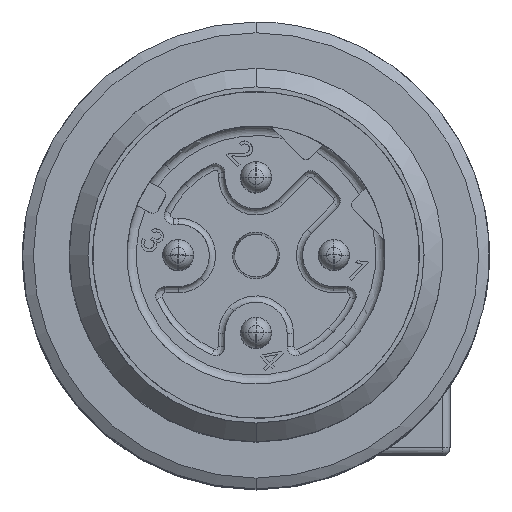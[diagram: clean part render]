
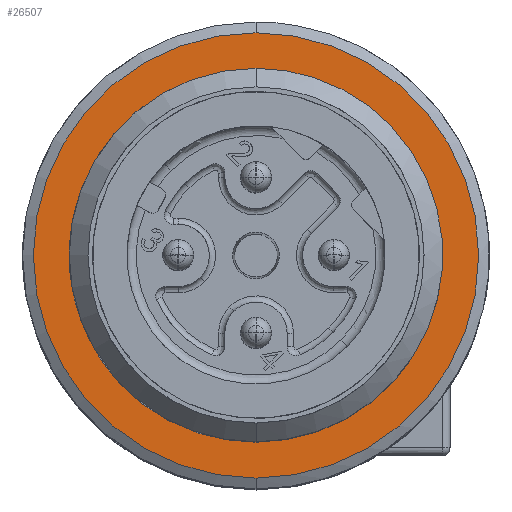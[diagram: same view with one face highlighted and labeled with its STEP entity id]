
A CAD part, top view. The second image highlights one B-rep face of the part: STEP entity #26507.
In plain terms, the highlighted planar face has unit normal (0, 0, 1).
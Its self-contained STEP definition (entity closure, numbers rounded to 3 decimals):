
#26404=AXIS2_PLACEMENT_3D('Circle Axis2P3D',#26402,#26403,$) ;
#26428=AXIS2_PLACEMENT_3D('Circle Axis2P3D',#26426,#26427,$) ;
#26441=AXIS2_PLACEMENT_3D('Plane Axis2P3D',#26438,#26439,#26440) ;
#26399=CARTESIAN_POINT('Vertex',(7.5,14.654,151.7)) ;
#26402=CARTESIAN_POINT('Axis2P3D Location',(7.5,7.5,151.7)) ;
#26406=CARTESIAN_POINT('Vertex',(7.5,0.346,151.7)) ;
#26426=CARTESIAN_POINT('Axis2P3D Location',(7.5,7.5,151.7)) ;
#26438=CARTESIAN_POINT('Axis2P3D Location',(0.346,7.5,151.7)) ;
#26448=CARTESIAN_POINT('Control Point',(7.5,1.5,151.7)) ;
#26449=CARTESIAN_POINT('Control Point',(8.1,1.5,151.7)) ;
#26450=CARTESIAN_POINT('Control Point',(8.7,1.575,151.7)) ;
#26451=CARTESIAN_POINT('Control Point',(9.288,1.725,151.7)) ;
#26452=CARTESIAN_POINT('Control Point',(10.413,2.169,151.7)) ;
#26453=CARTESIAN_POINT('Control Point',(11.394,2.876,151.7)) ;
#26454=CARTESIAN_POINT('Control Point',(11.837,3.289,151.7)) ;
#26455=CARTESIAN_POINT('Control Point',(12.612,4.218,151.7)) ;
#26456=CARTESIAN_POINT('Control Point',(13.134,5.308,151.7)) ;
#26457=CARTESIAN_POINT('Control Point',(13.325,5.884,151.7)) ;
#26458=CARTESIAN_POINT('Control Point',(13.56,7.07,151.7)) ;
#26459=CARTESIAN_POINT('Control Point',(13.495,8.278,151.7)) ;
#26460=CARTESIAN_POINT('Control Point',(13.387,8.875,151.7)) ;
#26461=CARTESIAN_POINT('Control Point',(13.024,10.028,151.7)) ;
#26462=CARTESIAN_POINT('Control Point',(12.388,11.057,151.7)) ;
#26463=CARTESIAN_POINT('Control Point',(12.007,11.529,151.7)) ;
#26464=CARTESIAN_POINT('Control Point',(11.136,12.367,151.7)) ;
#26465=CARTESIAN_POINT('Control Point',(10.085,12.965,151.7)) ;
#26466=CARTESIAN_POINT('Control Point',(9.524,13.196,151.7)) ;
#26467=CARTESIAN_POINT('Control Point',(8.776,13.4,151.7)) ;
#26468=CARTESIAN_POINT('Control Point',(8.01,13.482,151.7)) ;
#26469=CARTESIAN_POINT('Control Point',(7.84,13.494,151.7)) ;
#26470=CARTESIAN_POINT('Control Point',(7.67,13.5,151.7)) ;
#26471=CARTESIAN_POINT('Control Point',(7.5,13.5,151.7)) ;
#26472=CARTESIAN_POINT('Vertex',(7.5,1.5,151.7)) ;
#26474=CARTESIAN_POINT('Vertex',(7.5,13.5,151.7)) ;
#26478=CARTESIAN_POINT('Control Point',(7.5,13.5,151.7)) ;
#26479=CARTESIAN_POINT('Control Point',(6.9,13.5,151.7)) ;
#26480=CARTESIAN_POINT('Control Point',(6.3,13.425,151.7)) ;
#26481=CARTESIAN_POINT('Control Point',(5.712,13.275,151.7)) ;
#26482=CARTESIAN_POINT('Control Point',(4.587,12.831,151.7)) ;
#26483=CARTESIAN_POINT('Control Point',(3.606,12.124,151.7)) ;
#26484=CARTESIAN_POINT('Control Point',(3.163,11.711,151.7)) ;
#26485=CARTESIAN_POINT('Control Point',(2.388,10.782,151.7)) ;
#26486=CARTESIAN_POINT('Control Point',(1.866,9.692,151.7)) ;
#26487=CARTESIAN_POINT('Control Point',(1.675,9.116,151.7)) ;
#26488=CARTESIAN_POINT('Control Point',(1.44,7.93,151.7)) ;
#26489=CARTESIAN_POINT('Control Point',(1.505,6.722,151.7)) ;
#26490=CARTESIAN_POINT('Control Point',(1.613,6.125,151.7)) ;
#26491=CARTESIAN_POINT('Control Point',(1.976,4.972,151.7)) ;
#26492=CARTESIAN_POINT('Control Point',(2.612,3.943,151.7)) ;
#26493=CARTESIAN_POINT('Control Point',(2.993,3.471,151.7)) ;
#26494=CARTESIAN_POINT('Control Point',(3.864,2.633,151.7)) ;
#26495=CARTESIAN_POINT('Control Point',(4.915,2.035,151.7)) ;
#26496=CARTESIAN_POINT('Control Point',(5.476,1.804,151.7)) ;
#26497=CARTESIAN_POINT('Control Point',(6.224,1.6,151.7)) ;
#26498=CARTESIAN_POINT('Control Point',(6.99,1.518,151.7)) ;
#26499=CARTESIAN_POINT('Control Point',(7.16,1.506,151.7)) ;
#26500=CARTESIAN_POINT('Control Point',(7.33,1.5,151.7)) ;
#26501=CARTESIAN_POINT('Control Point',(7.5,1.5,151.7)) ;
#26403=DIRECTION('Axis2P3D Direction',(0.,0.,-1.)) ;
#26427=DIRECTION('Axis2P3D Direction',(0.,0.,-1.)) ;
#26439=DIRECTION('Axis2P3D Direction',(0.,0.,-1.)) ;
#26440=DIRECTION('Axis2P3D XDirection',(0.,-1.,0.)) ;
#26444=ORIENTED_EDGE('',*,*,#26430,.T.) ;
#26445=ORIENTED_EDGE('',*,*,#26408,.T.) ;
#26504=ORIENTED_EDGE('',*,*,#26476,.F.) ;
#26505=ORIENTED_EDGE('',*,*,#26502,.F.) ;
#26506=FACE_BOUND('',#26503,.T.) ;
#26507=ADVANCED_FACE('Hauptk\X2\00F6\X0\rper',(#26446,#26506),#26442,.F.) ;
#26447=B_SPLINE_CURVE_WITH_KNOTS('',5,(#26448,#26449,#26450,#26451,#26452,#26453,#26454,#26455,#26456,#26457,#26458,#26459,#26460,#26461,#26462,#26463,#26464,#26465,#26466,#26467,#26468,#26469,#26470,#26471),.UNSPECIFIED.,.F.,.U.,(6,3,3,3,3,3,3,6),(0.,4.243,8.485,12.728,16.97,21.213,25.456,26.657),.UNSPECIFIED.) ;
#26477=B_SPLINE_CURVE_WITH_KNOTS('',5,(#26478,#26479,#26480,#26481,#26482,#26483,#26484,#26485,#26486,#26487,#26488,#26489,#26490,#26491,#26492,#26493,#26494,#26495,#26496,#26497,#26498,#26499,#26500,#26501),.UNSPECIFIED.,.F.,.U.,(6,3,3,3,3,3,3,6),(0.,4.243,8.485,12.728,16.97,21.213,25.456,26.657),.UNSPECIFIED.) ;
#26405=CIRCLE('generated circle',#26404,7.154) ;
#26429=CIRCLE('generated circle',#26428,7.154) ;
#26408=EDGE_CURVE('',#26407,#26400,#26405,.F.) ;
#26430=EDGE_CURVE('',#26400,#26407,#26429,.F.) ;
#26476=EDGE_CURVE('',#26473,#26475,#26447,.T.) ;
#26502=EDGE_CURVE('',#26475,#26473,#26477,.T.) ;
#26443=EDGE_LOOP('',(#26444,#26445)) ;
#26503=EDGE_LOOP('',(#26504,#26505)) ;
#26446=FACE_OUTER_BOUND('',#26443,.T.) ;
#26442=PLANE('',#26441) ;
#26400=VERTEX_POINT('',#26399) ;
#26407=VERTEX_POINT('',#26406) ;
#26473=VERTEX_POINT('',#26472) ;
#26475=VERTEX_POINT('',#26474) ;
